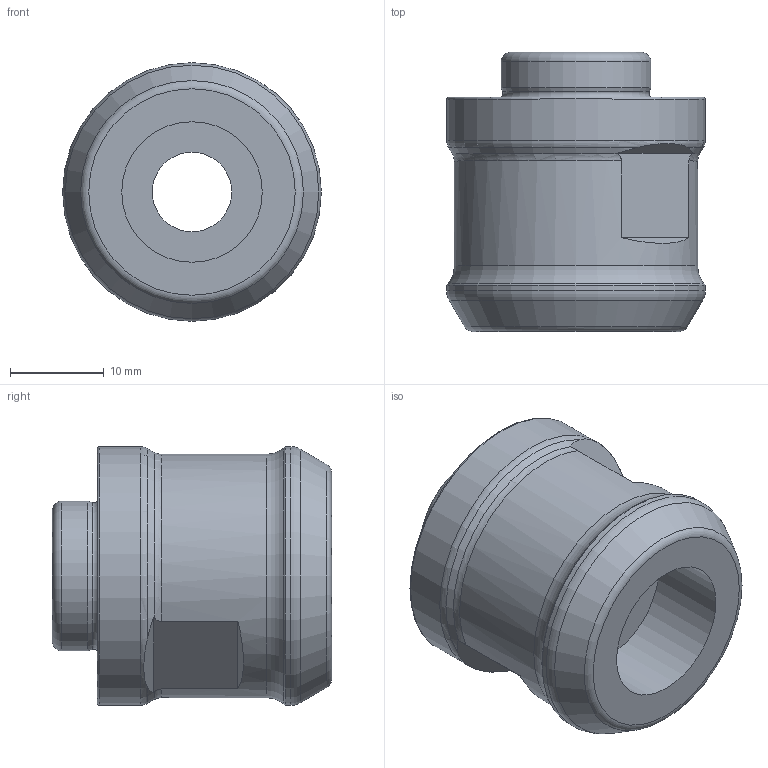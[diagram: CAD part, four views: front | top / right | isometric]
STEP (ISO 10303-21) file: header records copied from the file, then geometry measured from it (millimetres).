
FILE_DESCRIPTION (( 'STEP AP214' ), '1' );
FILE_NAME ('STARK_9000 102_A.STEP', '2018-01-26T12:51:30', ( '' ), ( '' ), 'SwSTEP 2.0', 'SolidWorks 2017', '' );
FILE_SCHEMA (( 'AUTOMOTIVE_DESIGN' ));
Length unit declared in the file: millimetre
Products named in the file (1): STARK_9000 102_A
Bounding box: 27.6 x 29.8 x 27.6 mm (x, y, z)
Volume: 11600.4 mm3; surface area: 4264.3 mm2
Topology: 1 solids, 1 shells, 34 faces, 77 edges, 47 vertices
Faces by surface type: torus 10, plane 10, cylinder 7, cone 7
Full cylindrical faces by diameter (mm): 8.5 x1, 10.2 x1, 15 x1, 16 x1, 25.985 x1, 27.6 x2
Entity records: 890 total; most frequent: CARTESIAN_POINT 211, DIRECTION 136, ORIENTED_EDGE 106, AXIS2_PLACEMENT_3D 64, EDGE_LOOP 58, EDGE_CURVE 53, FACE_OUTER_BOUND 49, VERTEX_POINT 43
